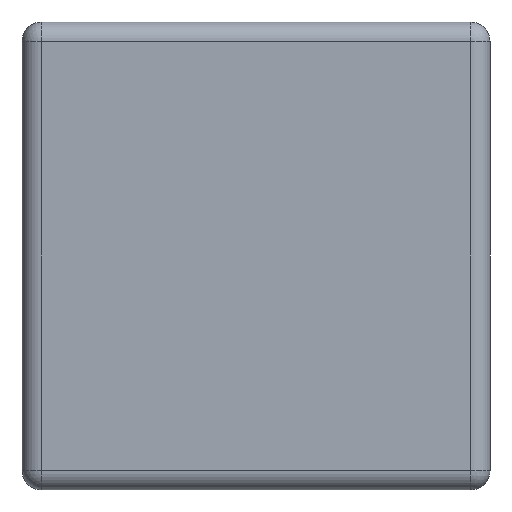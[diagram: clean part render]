
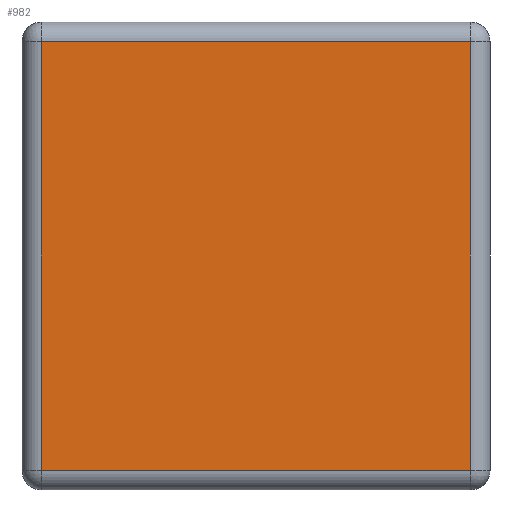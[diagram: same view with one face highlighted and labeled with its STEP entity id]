
A CAD part, left-side view. The second image highlights one B-rep face of the part: STEP entity #982.
In plain terms, the highlighted planar face has unit normal (-1, 0, 0).
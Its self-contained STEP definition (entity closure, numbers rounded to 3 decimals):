
#52=PLANE('',#1098);
#102=FACE_OUTER_BOUND('',#176,.T.);
#176=EDGE_LOOP('',(#725,#726,#727,#728));
#240=LINE('',#1614,#304);
#242=LINE('',#1622,#306);
#245=LINE('',#1635,#309);
#246=LINE('',#1641,#310);
#304=VECTOR('',#1266,10.);
#306=VECTOR('',#1274,10.);
#309=VECTOR('',#1289,10.);
#310=VECTOR('',#1298,10.);
#435=VERTEX_POINT('',#1611);
#436=VERTEX_POINT('',#1613);
#439=VERTEX_POINT('',#1621);
#441=VERTEX_POINT('',#1629);
#519=EDGE_CURVE('',#435,#436,#240,.T.);
#523=EDGE_CURVE('',#436,#439,#242,.T.);
#530=EDGE_CURVE('',#439,#441,#245,.T.);
#533=EDGE_CURVE('',#441,#435,#246,.T.);
#725=ORIENTED_EDGE('',*,*,#519,.F.);
#726=ORIENTED_EDGE('',*,*,#533,.F.);
#727=ORIENTED_EDGE('',*,*,#530,.F.);
#728=ORIENTED_EDGE('',*,*,#523,.F.);
#982=ADVANCED_FACE('',(#102),#52,.T.);
#1098=AXIS2_PLACEMENT_3D('',#1667,#1329,#1330);
#1266=DIRECTION('',(0.,1.,0.));
#1274=DIRECTION('',(0.,0.,1.));
#1289=DIRECTION('',(0.,-1.,0.));
#1298=DIRECTION('',(0.,0.,-1.));
#1329=DIRECTION('center_axis',(-1.,0.,0.));
#1330=DIRECTION('ref_axis',(0.,0.,1.));
#1611=CARTESIAN_POINT('',(-0.5,-0.275,0.025));
#1613=CARTESIAN_POINT('',(-0.5,0.275,0.025));
#1614=CARTESIAN_POINT('',(-0.5,0.,0.025));
#1621=CARTESIAN_POINT('',(-0.5,0.275,0.575));
#1622=CARTESIAN_POINT('',(-0.5,0.275,0.15));
#1629=CARTESIAN_POINT('',(-0.5,-0.275,0.575));
#1635=CARTESIAN_POINT('',(-0.5,0.,0.575));
#1641=CARTESIAN_POINT('',(-0.5,-0.275,0.15));
#1667=CARTESIAN_POINT('Origin',(-0.5,0.,0.));
